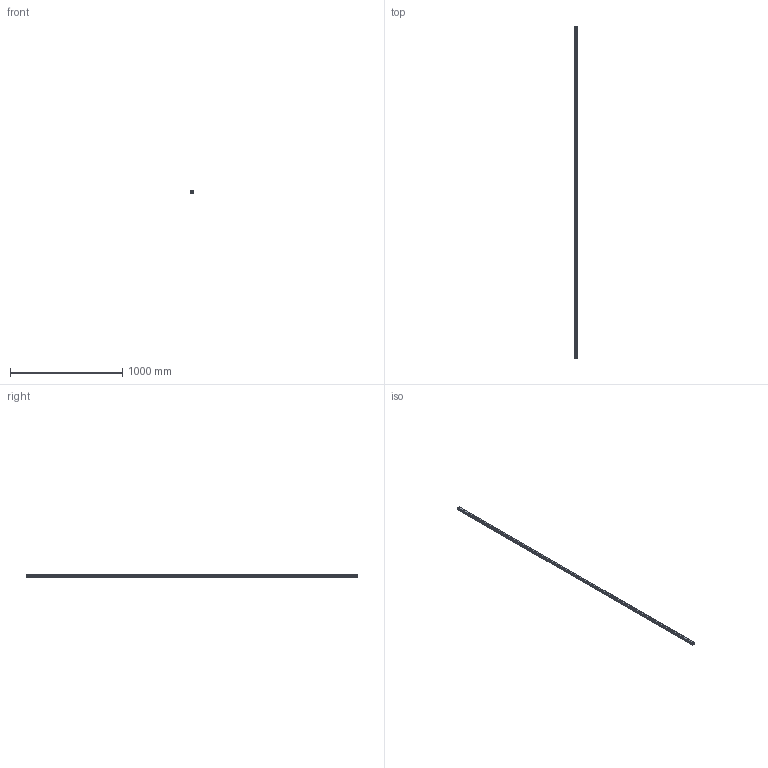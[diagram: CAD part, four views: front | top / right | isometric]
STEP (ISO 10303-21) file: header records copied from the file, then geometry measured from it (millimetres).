
FILE_DESCRIPTION(('STEP AP214'),'1');
FILE_NAME('cctmp_1038CE60-CDA9-42DB-9298-6BBC9447B7B2_2020_5_28_9_36_56_398..stp','2020-05-28T07:36:56',('HIWIN GmbH'),('CADClick - www.CADClick.com'),'Spatial InterOp 3D',' ','unknown authorization');
FILE_SCHEMA(('AUTOMOTIVE_DESIGN'));
Length unit declared in the file: millimetre
Products named in the file (1): HGR25R2960H_FILE
Bounding box: 23 x 2960 x 22 mm (x, y, z)
Volume: 1229740.2 mm3; surface area: 304512.9 mm2
Topology: 1 solids, 1 shells, 711 faces, 1815 edges, 1210 vertices
Faces by surface type: plane 389, cylinder 322
Entity records: 27785 total; most frequent: DIRECTION 4283, CARTESIAN_POINT 3737, ORIENTED_EDGE 3630, EDGE_CURVE 1815, AXIS2_PLACEMENT_3D 1756, VERTEX_POINT 1210, CIRCLE 844, EDGE_LOOP 815
